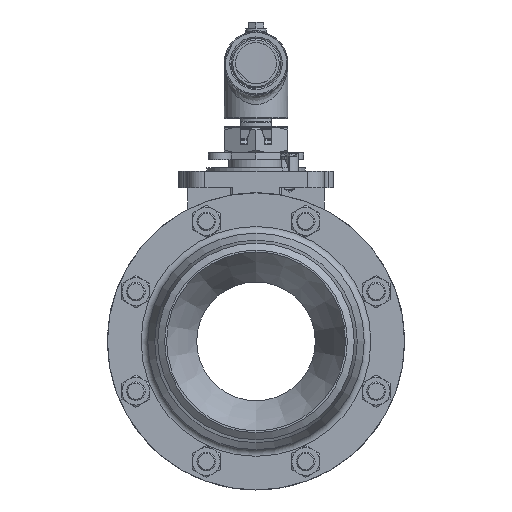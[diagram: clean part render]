
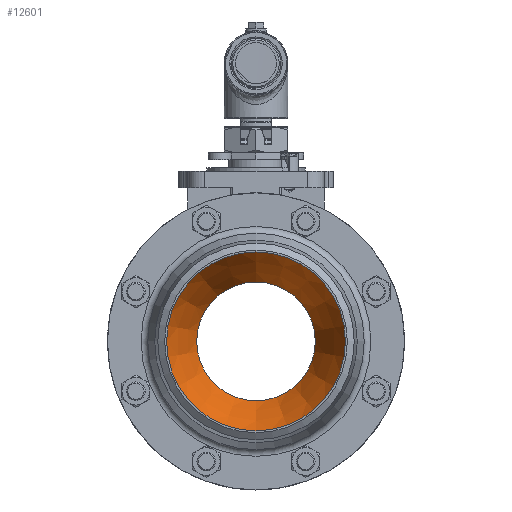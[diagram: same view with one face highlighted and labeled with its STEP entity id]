
A CAD part, front view. The second image highlights one B-rep face of the part: STEP entity #12601.
In plain terms, the highlighted conical face has half-angle 26.25 degrees and reference radius 64.081 mm.
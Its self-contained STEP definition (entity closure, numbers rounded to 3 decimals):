
#11777 = CYLINDRICAL_SURFACE('',#11778,77.038);
#11778 = AXIS2_PLACEMENT_3D('',#11779,#11780,#11781);
#11779 = CARTESIAN_POINT('',(0.,-143.45,0.));
#11780 = DIRECTION('',(0.,-1.,0.));
#11781 = DIRECTION('',(0.,0.,1.));
#12520 = VERTEX_POINT('',#12521);
#12521 = CARTESIAN_POINT('',(0.,-85.155,
    -51.125));
#12528 = CYLINDRICAL_SURFACE('',#12529,51.125);
#12529 = AXIS2_PLACEMENT_3D('',#12530,#12531,#12532);
#12530 = CARTESIAN_POINT('',(0.,-77.886,0.));
#12531 = DIRECTION('',(0.,-1.,0.));
#12532 = DIRECTION('',(0.,0.,1.));
#12547 = EDGE_CURVE('',#12520,#12520,#12548,.T.);
#12548 = SURFACE_CURVE('',#12549,(#12554,#12561),.PCURVE_S1.);
#12549 = CIRCLE('',#12550,51.125);
#12550 = AXIS2_PLACEMENT_3D('',#12551,#12552,#12553);
#12551 = CARTESIAN_POINT('',(0.,-85.155,0.));
#12552 = DIRECTION('',(-0.,-1.,0.));
#12553 = DIRECTION('',(0.,0.,1.));
#12554 = PCURVE('',#12528,#12555);
#12555 = DEFINITIONAL_REPRESENTATION('',(#12556),#12560);
#12556 = LINE('',#12557,#12558);
#12557 = CARTESIAN_POINT('',(0.,7.269));
#12558 = VECTOR('',#12559,1.);
#12559 = DIRECTION('',(1.,0.));
#12560 = ( GEOMETRIC_REPRESENTATION_CONTEXT(2) 
PARAMETRIC_REPRESENTATION_CONTEXT() REPRESENTATION_CONTEXT('2D SPACE',''
  ) );
#12561 = PCURVE('',#12562,#12567);
#12562 = CONICAL_SURFACE('',#12563,64.081,0.458);
#12563 = AXIS2_PLACEMENT_3D('',#12564,#12565,#12566);
#12564 = CARTESIAN_POINT('',(0.,-111.427,0.));
#12565 = DIRECTION('',(0.,-1.,0.));
#12566 = DIRECTION('',(0.,0.,1.));
#12567 = DEFINITIONAL_REPRESENTATION('',(#12568),#12572);
#12568 = LINE('',#12569,#12570);
#12569 = CARTESIAN_POINT('',(0.,-26.273));
#12570 = VECTOR('',#12571,1.);
#12571 = DIRECTION('',(1.,0.));
#12572 = ( GEOMETRIC_REPRESENTATION_CONTEXT(2) 
PARAMETRIC_REPRESENTATION_CONTEXT() REPRESENTATION_CONTEXT('2D SPACE',''
  ) );
#12601 = ADVANCED_FACE('',(#12602),#12562,.F.);
#12602 = FACE_BOUND('',#12603,.F.);
#12603 = EDGE_LOOP('',(#12604,#12627,#12649,#12650));
#12604 = ORIENTED_EDGE('',*,*,#12605,.T.);
#12605 = EDGE_CURVE('',#12520,#12606,#12608,.T.);
#12606 = VERTEX_POINT('',#12607);
#12607 = CARTESIAN_POINT('',(0.,-137.7,-77.037)
  );
#12608 = SEAM_CURVE('',#12609,(#12613,#12620),.PCURVE_S1.);
#12609 = LINE('',#12610,#12611);
#12610 = CARTESIAN_POINT('',(0.,-111.427,
    -64.081));
#12611 = VECTOR('',#12612,1.);
#12612 = DIRECTION('',(0.,-0.897,
    -0.442));
#12613 = PCURVE('',#12562,#12614);
#12614 = DEFINITIONAL_REPRESENTATION('',(#12615),#12619);
#12615 = LINE('',#12616,#12617);
#12616 = CARTESIAN_POINT('',(9.425,0.));
#12617 = VECTOR('',#12618,1.);
#12618 = DIRECTION('',(0.,1.));
#12619 = ( GEOMETRIC_REPRESENTATION_CONTEXT(2) 
PARAMETRIC_REPRESENTATION_CONTEXT() REPRESENTATION_CONTEXT('2D SPACE',''
  ) );
#12620 = PCURVE('',#12562,#12621);
#12621 = DEFINITIONAL_REPRESENTATION('',(#12622),#12626);
#12622 = LINE('',#12623,#12624);
#12623 = CARTESIAN_POINT('',(3.142,0.));
#12624 = VECTOR('',#12625,1.);
#12625 = DIRECTION('',(0.,1.));
#12626 = ( GEOMETRIC_REPRESENTATION_CONTEXT(2) 
PARAMETRIC_REPRESENTATION_CONTEXT() REPRESENTATION_CONTEXT('2D SPACE',''
  ) );
#12627 = ORIENTED_EDGE('',*,*,#12628,.F.);
#12628 = EDGE_CURVE('',#12606,#12606,#12629,.T.);
#12629 = SURFACE_CURVE('',#12630,(#12635,#12642),.PCURVE_S1.);
#12630 = CIRCLE('',#12631,77.038);
#12631 = AXIS2_PLACEMENT_3D('',#12632,#12633,#12634);
#12632 = CARTESIAN_POINT('',(0.,-137.7,0.));
#12633 = DIRECTION('',(-0.,-1.,0.));
#12634 = DIRECTION('',(0.,0.,1.));
#12635 = PCURVE('',#12562,#12636);
#12636 = DEFINITIONAL_REPRESENTATION('',(#12637),#12641);
#12637 = LINE('',#12638,#12639);
#12638 = CARTESIAN_POINT('',(0.,26.273));
#12639 = VECTOR('',#12640,1.);
#12640 = DIRECTION('',(1.,0.));
#12641 = ( GEOMETRIC_REPRESENTATION_CONTEXT(2) 
PARAMETRIC_REPRESENTATION_CONTEXT() REPRESENTATION_CONTEXT('2D SPACE',''
  ) );
#12642 = PCURVE('',#11777,#12643);
#12643 = DEFINITIONAL_REPRESENTATION('',(#12644),#12648);
#12644 = LINE('',#12645,#12646);
#12645 = CARTESIAN_POINT('',(0.,-5.75));
#12646 = VECTOR('',#12647,1.);
#12647 = DIRECTION('',(1.,0.));
#12648 = ( GEOMETRIC_REPRESENTATION_CONTEXT(2) 
PARAMETRIC_REPRESENTATION_CONTEXT() REPRESENTATION_CONTEXT('2D SPACE',''
  ) );
#12649 = ORIENTED_EDGE('',*,*,#12605,.F.);
#12650 = ORIENTED_EDGE('',*,*,#12547,.T.);
